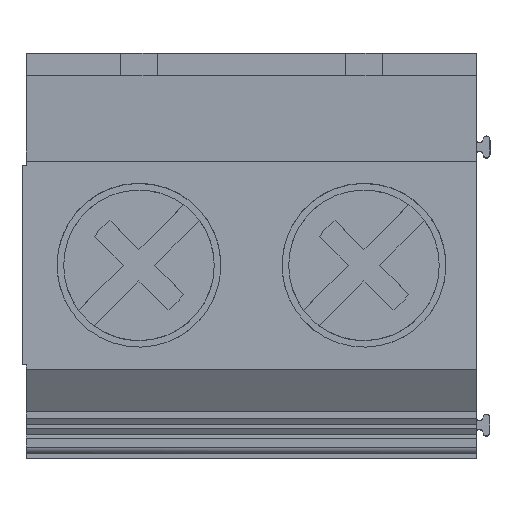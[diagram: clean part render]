
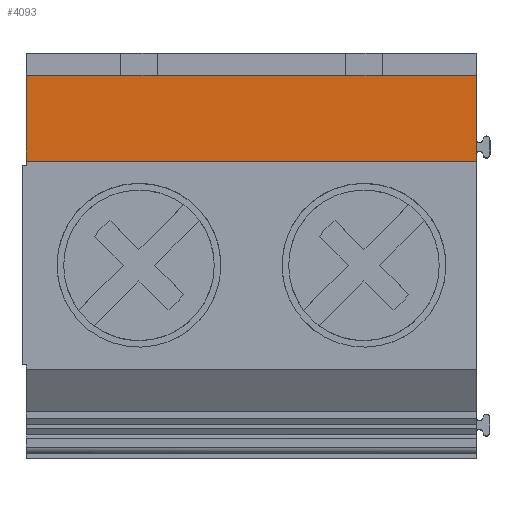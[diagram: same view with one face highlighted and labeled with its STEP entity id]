
A CAD part, top view. The second image highlights one B-rep face of the part: STEP entity #4093.
In plain terms, the highlighted planar face has unit normal (0, 0.961, 0.276).
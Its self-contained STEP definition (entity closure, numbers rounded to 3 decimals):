
#4050=AXIS2_PLACEMENT_3D('Plane Axis2P3D',#4047,#4048,#4049) ;
#2887=CARTESIAN_POINT('Vertex',(20.52,17.3,19.399)) ;
#2890=CARTESIAN_POINT('Line Origine',(20.52,15.35,26.2)) ;
#2894=CARTESIAN_POINT('Vertex',(20.52,13.4,33.)) ;
#3355=CARTESIAN_POINT('Vertex',(0.2,13.4,33.)) ;
#3358=CARTESIAN_POINT('Line Origine',(0.2,15.35,26.2)) ;
#3362=CARTESIAN_POINT('Vertex',(0.2,17.3,19.399)) ;
#4031=CARTESIAN_POINT('Vertex',(16.265,17.3,19.399)) ;
#4034=CARTESIAN_POINT('Line Origine',(18.392,17.3,19.399)) ;
#4047=CARTESIAN_POINT('Axis2P3D Location',(0.2,13.4,33.)) ;
#4052=CARTESIAN_POINT('Line Origine',(15.44,17.3,19.399)) ;
#4056=CARTESIAN_POINT('Vertex',(14.615,17.3,19.399)) ;
#4059=CARTESIAN_POINT('Line Origine',(10.36,17.3,19.399)) ;
#4063=CARTESIAN_POINT('Vertex',(6.105,17.3,19.399)) ;
#4066=CARTESIAN_POINT('Line Origine',(5.28,17.3,19.399)) ;
#4070=CARTESIAN_POINT('Vertex',(4.455,17.3,19.399)) ;
#4073=CARTESIAN_POINT('Line Origine',(2.328,17.3,19.399)) ;
#4078=CARTESIAN_POINT('Line Origine',(10.36,13.4,33.)) ;
#2891=DIRECTION('Vector Direction',(0.,0.276,-0.961)) ;
#3359=DIRECTION('Vector Direction',(0.,0.276,-0.961)) ;
#4035=DIRECTION('Vector Direction',(1.,0.,0.)) ;
#4048=DIRECTION('Axis2P3D Direction',(0.,-0.961,-0.276)) ;
#4049=DIRECTION('Axis2P3D XDirection',(0.,0.276,-0.961)) ;
#4053=DIRECTION('Vector Direction',(-1.,0.,0.)) ;
#4060=DIRECTION('Vector Direction',(1.,0.,0.)) ;
#4067=DIRECTION('Vector Direction',(-1.,0.,0.)) ;
#4074=DIRECTION('Vector Direction',(1.,0.,0.)) ;
#4079=DIRECTION('Vector Direction',(1.,0.,0.)) ;
#2892=VECTOR('Line Direction',#2891,1.) ;
#3360=VECTOR('Line Direction',#3359,1.) ;
#4036=VECTOR('Line Direction',#4035,1.) ;
#4054=VECTOR('Line Direction',#4053,1.) ;
#4061=VECTOR('Line Direction',#4060,1.) ;
#4068=VECTOR('Line Direction',#4067,1.) ;
#4075=VECTOR('Line Direction',#4074,1.) ;
#4080=VECTOR('Line Direction',#4079,1.) ;
#4084=ORIENTED_EDGE('',*,*,#2896,.T.) ;
#4085=ORIENTED_EDGE('',*,*,#4038,.F.) ;
#4086=ORIENTED_EDGE('',*,*,#4058,.F.) ;
#4087=ORIENTED_EDGE('',*,*,#4065,.F.) ;
#4088=ORIENTED_EDGE('',*,*,#4072,.F.) ;
#4089=ORIENTED_EDGE('',*,*,#4077,.F.) ;
#4090=ORIENTED_EDGE('',*,*,#3364,.F.) ;
#4091=ORIENTED_EDGE('',*,*,#4082,.T.) ;
#4093=ADVANCED_FACE('2 pole',(#4092),#4051,.F.) ;
#2896=EDGE_CURVE('',#2895,#2888,#2893,.T.) ;
#3364=EDGE_CURVE('',#3356,#3363,#3361,.T.) ;
#4038=EDGE_CURVE('',#4032,#2888,#4037,.T.) ;
#4058=EDGE_CURVE('',#4057,#4032,#4055,.F.) ;
#4065=EDGE_CURVE('',#4064,#4057,#4062,.T.) ;
#4072=EDGE_CURVE('',#4071,#4064,#4069,.F.) ;
#4077=EDGE_CURVE('',#3363,#4071,#4076,.T.) ;
#4082=EDGE_CURVE('',#3356,#2895,#4081,.T.) ;
#4083=EDGE_LOOP('',(#4084,#4085,#4086,#4087,#4088,#4089,#4090,#4091)) ;
#4092=FACE_OUTER_BOUND('',#4083,.T.) ;
#2893=LINE('Line',#2890,#2892) ;
#3361=LINE('Line',#3358,#3360) ;
#4037=LINE('Line',#4034,#4036) ;
#4055=LINE('Line',#4052,#4054) ;
#4062=LINE('Line',#4059,#4061) ;
#4069=LINE('Line',#4066,#4068) ;
#4076=LINE('Line',#4073,#4075) ;
#4081=LINE('Line',#4078,#4080) ;
#4051=PLANE('',#4050) ;
#2888=VERTEX_POINT('',#2887) ;
#2895=VERTEX_POINT('',#2894) ;
#3356=VERTEX_POINT('',#3355) ;
#3363=VERTEX_POINT('',#3362) ;
#4032=VERTEX_POINT('',#4031) ;
#4057=VERTEX_POINT('',#4056) ;
#4064=VERTEX_POINT('',#4063) ;
#4071=VERTEX_POINT('',#4070) ;
